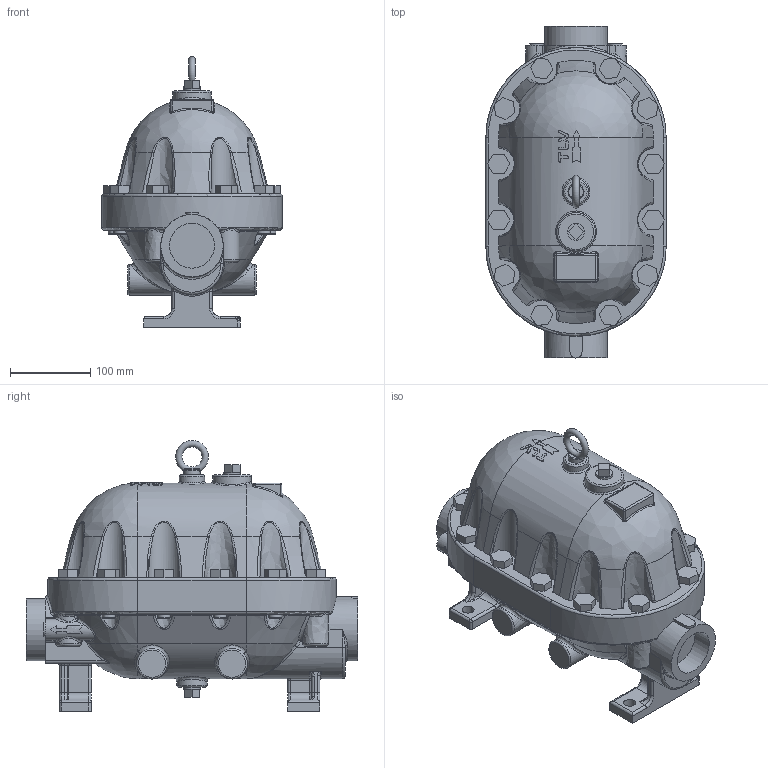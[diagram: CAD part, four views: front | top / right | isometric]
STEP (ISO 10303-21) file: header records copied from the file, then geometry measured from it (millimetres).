
FILE_DESCRIPTION((''),'2;1');
FILE_NAME('jl9x0-050-screw-00.stp','2010-12-24T11:39:43',('asada'),(''),'Autodesk Inventor 2008','Autodesk Inventor 2008','');
FILE_SCHEMA(('AUTOMOTIVE_DESIGN { 1 0 10303 214 1 1 1 1 }'));
Length unit declared in the file: millimetre
Products named in the file (1): 50A-SCREW-JL9X-FC250
Bounding box: 225 x 414 x 337.99 mm (x, y, z)
Volume: 11495744.2 mm3; surface area: 412617.5 mm2
Topology: 13 solids, 13 shells, 805 faces, 2026 edges, 1248 vertices
Faces by surface type: bspline 363, plane 232, cylinder 147, torus 39, sphere 13, cone 11
Full cylindrical faces by diameter (mm): 15 x2, 16 x4, 17 x1, 18 x6, 20 x1, 21 x2, 31.5 x1, 38 x2, 48 x1, 56 x2, 78 x2
Entity records: 51396 total; most frequent: CARTESIAN_POINT 34069, ORIENTED_EDGE 3848, DIRECTION 3097, EDGE_CURVE 1924, VERTEX_POINT 1229, AXIS2_PLACEMENT_3D 1197, EDGE_LOOP 897, FACE_OUTER_BOUND 805
